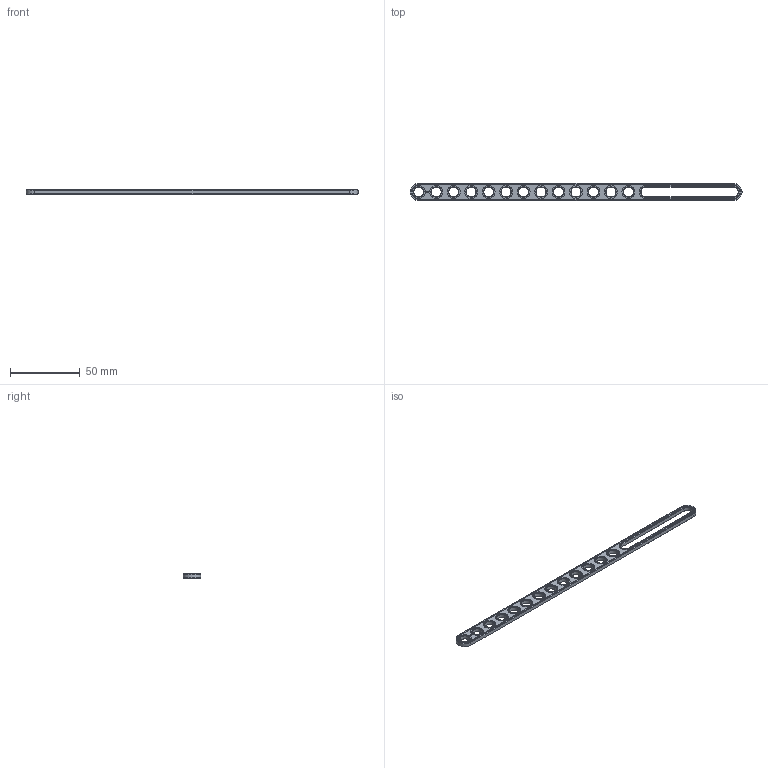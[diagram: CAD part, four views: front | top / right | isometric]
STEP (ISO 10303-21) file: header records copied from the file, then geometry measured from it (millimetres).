
FILE_DESCRIPTION(('FreeCAD Model'),'2;1');
FILE_NAME('Open CASCADE Shape Model','2021-02-26T22:18:15',( 'Paulo Kiefe'),('STEMFIE.org'),'Open CASCADE STEP processor 7.4', 'FreeCAD','Unknown');
FILE_SCHEMA(('AUTOMOTIVE_DESIGN { 1 0 10303 214 1 1 1 1 }'));
Length unit declared in the file: millimetre
Products named in the file (1): Brace_STR_SLT_SE_ERR_-_BU19x01x00.25x06_SPN-BRC-0262_(stemfie.org)
Bounding box: 237.5 x 12.5 x 3.12 mm (x, y, z)
Volume: 5858.9 mm3; surface area: 6681.9 mm2
Topology: 1 solids, 1 shells, 619 faces, 1678 edges, 1109 vertices
Faces by surface type: plane 341, extrusion 210, cone 34, cylinder 34
Full cylindrical faces by diameter (mm): 7 x13, 9.2 x13
Entity records: 42905 total; most frequent: CARTESIAN_POINT 10858, DIRECTION 5090, VECTOR 3998, LINE 3788, ORIENTED_EDGE 3356, PCURVE 3356, DEFINITIONAL_REPRESENTATION 3356, EDGE_CURVE 1678
